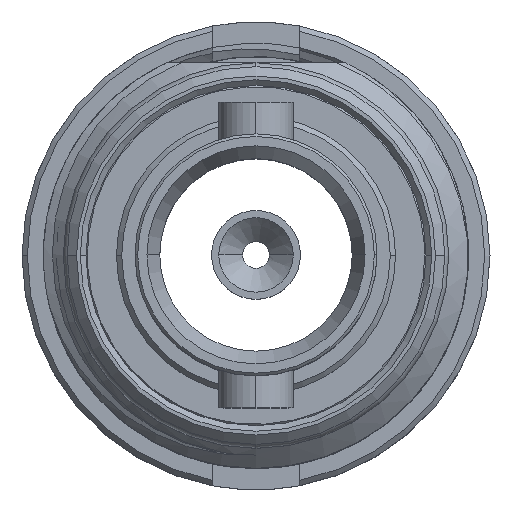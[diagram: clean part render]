
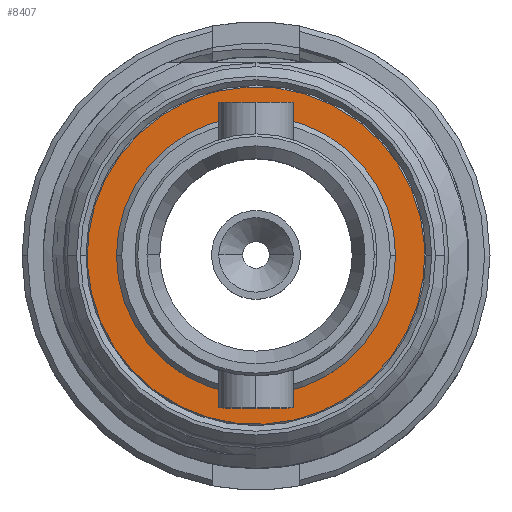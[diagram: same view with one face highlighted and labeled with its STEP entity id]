
A CAD part, top view. The second image highlights one B-rep face of the part: STEP entity #8407.
In plain terms, the highlighted planar face has unit normal (0, 0, 1).
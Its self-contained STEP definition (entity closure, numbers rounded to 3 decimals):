
#372 = CARTESIAN_POINT ( 'NONE',  ( -3.427, -8.174, 16.037 ) ) ;
#435 = VERTEX_POINT ( 'NONE', #901 ) ;
#901 = CARTESIAN_POINT ( 'NONE',  ( -1.039, -7.147, 16.037 ) ) ;
#993 = CIRCLE ( 'NONE', #2036, 3.175 ) ;
#1078 = VERTEX_POINT ( 'NONE', #7450 ) ;
#1189 = EDGE_LOOP ( 'NONE', ( #5231, #3053 ) ) ;
#1223 = DIRECTION ( 'NONE',  ( 0.919, 0.395, 0. ) ) ;
#1249 = ORIENTED_EDGE ( 'NONE', *, *, #8850, .T. ) ;
#1433 = CARTESIAN_POINT ( 'NONE',  ( -4.455, -5.786, 16.037 ) ) ;
#2004 = CIRCLE ( 'NONE', #7321, 3.175 ) ;
#2036 = AXIS2_PLACEMENT_3D ( 'NONE', #2567, #3430, #5852 ) ;
#2039 = EDGE_CURVE ( 'NONE', #8116, #435, #2497, .T. ) ;
#2179 = CARTESIAN_POINT ( 'NONE',  ( -5.815, -9.202, 16.037 ) ) ;
#2497 = CIRCLE ( 'NONE', #8837, 2.6 ) ;
#2567 = CARTESIAN_POINT ( 'NONE',  ( -3.427, -8.174, 16.037 ) ) ;
#3053 = ORIENTED_EDGE ( 'NONE', *, *, #2039, .F. ) ;
#3076 = ORIENTED_EDGE ( 'NONE', *, *, #3341, .T. ) ;
#3239 = EDGE_CURVE ( 'NONE', #435, #8116, #8348, .T. ) ;
#3341 = EDGE_CURVE ( 'NONE', #10266, #1078, #2004, .T. ) ;
#3430 = DIRECTION ( 'NONE',  ( 0., 0., 1. ) ) ;
#3543 = CARTESIAN_POINT ( 'NONE',  ( -3.427, -8.174, 16.037 ) ) ;
#3710 = FACE_OUTER_BOUND ( 'NONE', #9738, .T. ) ;
#3865 = DIRECTION ( 'NONE',  ( 0.919, 0.395, 0. ) ) ;
#4369 = DIRECTION ( 'NONE',  ( 0.919, 0.395, 0. ) ) ;
#5231 = ORIENTED_EDGE ( 'NONE', *, *, #3239, .F. ) ;
#5827 = DIRECTION ( 'NONE',  ( 0., 0., 1. ) ) ;
#5852 = DIRECTION ( 'NONE',  ( 0.919, 0.395, 0. ) ) ;
#6084 = DIRECTION ( 'NONE',  ( 0.919, 0.395, 0. ) ) ;
#6675 = CARTESIAN_POINT ( 'NONE',  ( -3.427, -8.174, 16.037 ) ) ;
#6976 = FACE_BOUND ( 'NONE', #1189, .T. ) ;
#7321 = AXIS2_PLACEMENT_3D ( 'NONE', #372, #9387, #6084 ) ;
#7450 = CARTESIAN_POINT ( 'NONE',  ( -6.343, -9.429, 16.037 ) ) ;
#7569 = DIRECTION ( 'NONE',  ( 0., 0., 1. ) ) ;
#7666 = AXIS2_PLACEMENT_3D ( 'NONE', #6675, #5827, #4369 ) ;
#7938 = DIRECTION ( 'NONE',  ( 0., 0., 1. ) ) ;
#8116 = VERTEX_POINT ( 'NONE', #2179 ) ;
#8348 = CIRCLE ( 'NONE', #7666, 2.6 ) ;
#8407 = ADVANCED_FACE ( 'NONE', ( #3710, #6976 ), #8781, .T. ) ;
#8781 = PLANE ( 'NONE',  #9033 ) ;
#8837 = AXIS2_PLACEMENT_3D ( 'NONE', #3543, #7569, #1223 ) ;
#8850 = EDGE_CURVE ( 'NONE', #1078, #10266, #993, .T. ) ;
#9033 = AXIS2_PLACEMENT_3D ( 'NONE', #1433, #7938, #3865 ) ;
#9387 = DIRECTION ( 'NONE',  ( 0., 0., 1. ) ) ;
#9738 = EDGE_LOOP ( 'NONE', ( #1249, #3076 ) ) ;
#10266 = VERTEX_POINT ( 'NONE', #10575 ) ;
#10575 = CARTESIAN_POINT ( 'NONE',  ( -0.51, -6.919, 16.037 ) ) ;
